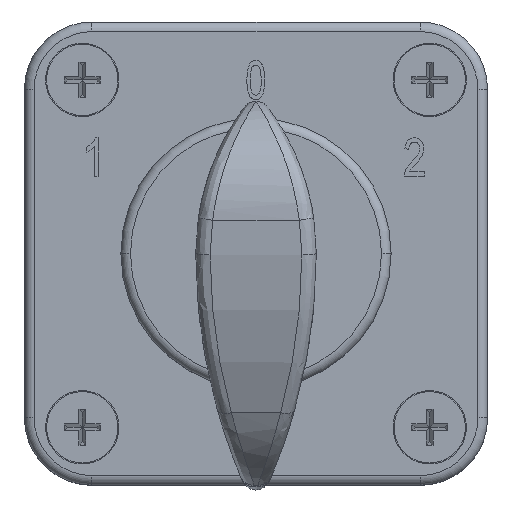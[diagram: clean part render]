
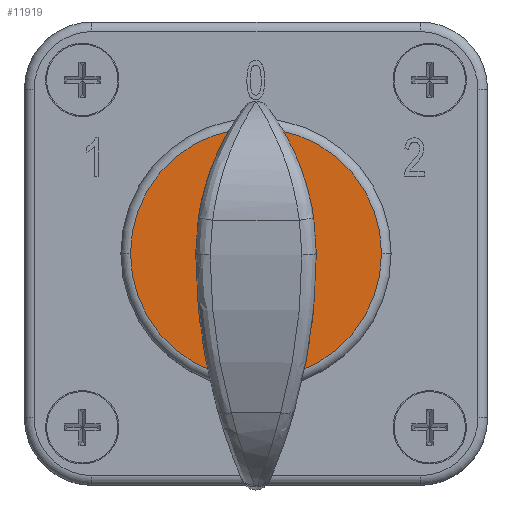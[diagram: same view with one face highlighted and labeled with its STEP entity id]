
A CAD part, top view. The second image highlights one B-rep face of the part: STEP entity #11919.
In plain terms, the highlighted planar face has unit normal (0, 0, 1).
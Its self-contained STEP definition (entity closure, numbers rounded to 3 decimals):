
#238 = AXIS2_PLACEMENT_3D ( 'NONE', #11144, #3255, #12458 ) ;
#354 = EDGE_CURVE ( 'NONE', #9992, #9410, #10515, .T. ) ;
#477 = CARTESIAN_POINT ( 'NONE',  ( -13., 0., 14.8 ) ) ;
#691 = EDGE_CURVE ( 'NONE', #9410, #9992, #6763, .T. ) ;
#2449 = CARTESIAN_POINT ( 'NONE',  ( 13., 0., 14.8 ) ) ;
#3255 = DIRECTION ( 'NONE',  ( 0., 0., 1. ) ) ;
#5004 = FACE_OUTER_BOUND ( 'NONE', #16180, .T. ) ;
#5455 = DIRECTION ( 'NONE',  ( 1., 0., 0. ) ) ;
#6763 = CIRCLE ( 'NONE', #13293, 13. ) ;
#7425 = ORIENTED_EDGE ( 'NONE', *, *, #691, .T. ) ;
#8012 = PLANE ( 'NONE',  #9854 ) ;
#8082 = CARTESIAN_POINT ( 'NONE',  ( 0., 0., 14.8 ) ) ;
#9359 = DIRECTION ( 'NONE',  ( 1., 0., 0. ) ) ;
#9410 = VERTEX_POINT ( 'NONE', #2449 ) ;
#9854 = AXIS2_PLACEMENT_3D ( 'NONE', #10540, #13131, #5455 ) ;
#9992 = VERTEX_POINT ( 'NONE', #477 ) ;
#10515 = CIRCLE ( 'NONE', #238, 13. ) ;
#10540 = CARTESIAN_POINT ( 'NONE',  ( 0., 0., 14.8 ) ) ;
#11144 = CARTESIAN_POINT ( 'NONE',  ( 0., 0., 14.8 ) ) ;
#11279 = ORIENTED_EDGE ( 'NONE', *, *, #354, .T. ) ;
#11919 = ADVANCED_FACE ( 'NONE', ( #5004 ), #8012, .T. ) ;
#12458 = DIRECTION ( 'NONE',  ( 1., 0., 0. ) ) ;
#13131 = DIRECTION ( 'NONE',  ( 0., 0., 1. ) ) ;
#13293 = AXIS2_PLACEMENT_3D ( 'NONE', #8082, #16839, #9359 ) ;
#16180 = EDGE_LOOP ( 'NONE', ( #7425, #11279 ) ) ;
#16839 = DIRECTION ( 'NONE',  ( 0., 0., 1. ) ) ;
